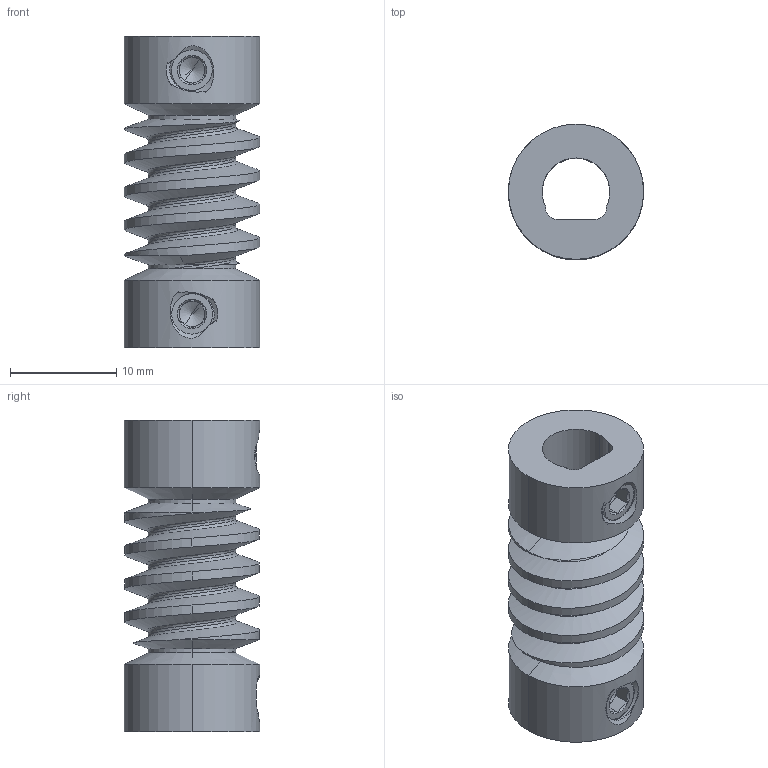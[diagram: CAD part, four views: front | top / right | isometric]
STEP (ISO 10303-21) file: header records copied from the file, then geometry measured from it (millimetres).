
FILE_DESCRIPTION (( 'STEP AP203' ), '1' );
FILE_NAME ('615462 assembly.STEP', '2018-05-04T19:01:59', ( '' ), ( '' ), 'SwSTEP 2.0', 'SolidWorks 2016', '' );
FILE_SCHEMA (( 'CONFIG_CONTROL_DESIGN' ));
Length unit declared in the file: millimetre
Products named in the file (3): 632134_91375A436; 615462; 615462 assembly
Assembly tree (3 placements, depth 2):
  615462 assembly
    615462
    632134_91375A436  x2
Bounding box: 12.7 x 12.7 x 29.25 mm (x, y, z)
Volume: 2100.9 mm3; surface area: 2689.1 mm2
Topology: 3 solids, 3 shells, 168 faces, 434 edges, 264 vertices
Faces by surface type: cylinder 78, cone 42, plane 31, bspline 17
Entity records: 14317 total; most frequent: CARTESIAN_POINT 11254, ORIENTED_EDGE 684, DIRECTION 470, EDGE_CURVE 342, VERTEX_POINT 215, AXIS2_PLACEMENT_3D 182, EDGE_LOOP 135, ADVANCED_FACE 130
